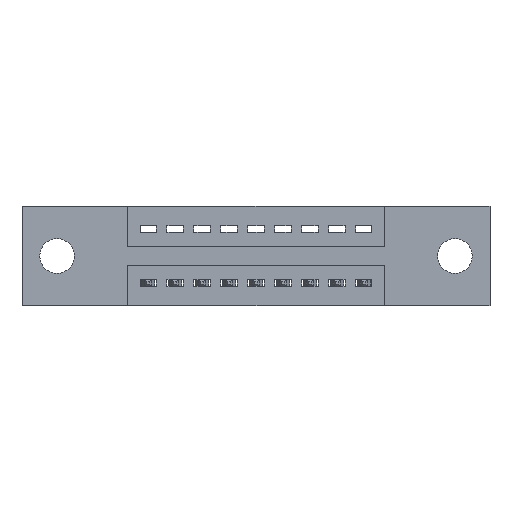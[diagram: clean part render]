
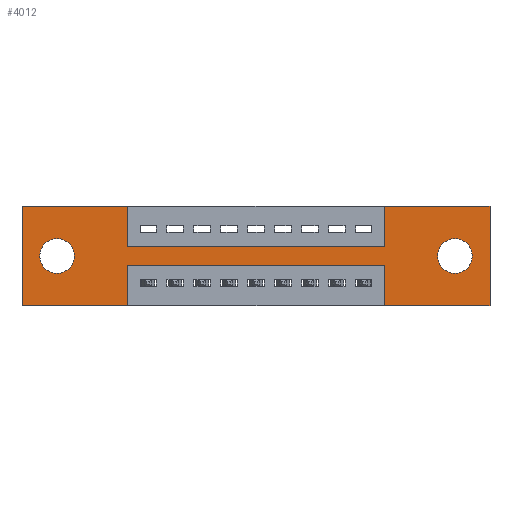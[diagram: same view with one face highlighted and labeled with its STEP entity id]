
A CAD part, front view. The second image highlights one B-rep face of the part: STEP entity #4012.
In plain terms, the highlighted planar face has unit normal (0, -1, 0).
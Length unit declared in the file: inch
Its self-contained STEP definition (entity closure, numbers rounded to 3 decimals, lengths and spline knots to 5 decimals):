
#79 = LINE ( 'NONE', #6967, #4979 ) ;
#151 = DIRECTION ( 'NONE',  ( 0., 1., 0. ) ) ;
#152 = FACE_OUTER_BOUND ( 'NONE', #1965, .T. ) ;
#185 = ORIENTED_EDGE ( 'NONE', *, *, #4232, .F. ) ;
#209 = CARTESIAN_POINT ( 'NONE',  ( 1.605, 0., -0.249 ) ) ;
#292 = FACE_BOUND ( 'NONE', #5601, .T. ) ;
#307 = CARTESIAN_POINT ( 'NONE',  ( 0.3925, 0., -0.15 ) ) ;
#330 = EDGE_CURVE ( 'NONE', #8397, #6526, #678, .T. ) ;
#483 = CARTESIAN_POINT ( 'NONE',  ( 0., 0., -0.37 ) ) ;
#640 = LINE ( 'NONE', #7929, #1188 ) ;
#645 = AXIS2_PLACEMENT_3D ( 'NONE', #2330, #8376, #4080 ) ;
#678 = CIRCLE ( 'NONE', #7803, 0.064 ) ;
#816 = AXIS2_PLACEMENT_3D ( 'NONE', #3509, #1748, #9630 ) ;
#900 = LINE ( 'NONE', #2448, #4009 ) ;
#1014 = ORIENTED_EDGE ( 'NONE', *, *, #3092, .F. ) ;
#1188 = VECTOR ( 'NONE', #6364, 39.37008 ) ;
#1238 = VECTOR ( 'NONE', #6368, 39.37008 ) ;
#1364 = LINE ( 'NONE', #1978, #3130 ) ;
#1520 = ORIENTED_EDGE ( 'NONE', *, *, #4278, .F. ) ;
#1636 = LINE ( 'NONE', #307, #2434 ) ;
#1740 = CARTESIAN_POINT ( 'NONE',  ( 0.13, 0., -0.249 ) ) ;
#1748 = DIRECTION ( 'NONE',  ( 0., 1., 0. ) ) ;
#1750 = EDGE_CURVE ( 'NONE', #5482, #10886, #2017, .T. ) ;
#1869 = EDGE_CURVE ( 'NONE', #6526, #8397, #3096, .T. ) ;
#1965 = EDGE_LOOP ( 'NONE', ( #8394, #1014, #9953, #3669, #3862, #9544, #1520, #185, #8499, #4216, #11012, #8297 ) ) ;
#1978 = CARTESIAN_POINT ( 'NONE',  ( 1.3425, 0., -0.37 ) ) ;
#2017 = LINE ( 'NONE', #5840, #3363 ) ;
#2058 = EDGE_CURVE ( 'NONE', #3577, #9733, #8877, .T. ) ;
#2330 = CARTESIAN_POINT ( 'NONE',  ( 0.13, 0., -0.185 ) ) ;
#2355 = DIRECTION ( 'NONE',  ( 0., 1., 0. ) ) ;
#2434 = VECTOR ( 'NONE', #8909, 39.37008 ) ;
#2448 = CARTESIAN_POINT ( 'NONE',  ( 1.735, 0., 0. ) ) ;
#2475 = VERTEX_POINT ( 'NONE', #11130 ) ;
#2522 = PLANE ( 'NONE',  #8767 ) ;
#2573 = AXIS2_PLACEMENT_3D ( 'NONE', #7616, #2355, #6667 ) ;
#2647 = CARTESIAN_POINT ( 'NONE',  ( 0.13, 0., -0.121 ) ) ;
#2693 = VECTOR ( 'NONE', #3072, 39.37008 ) ;
#2982 = VECTOR ( 'NONE', #3848, 39.37008 ) ;
#3072 = DIRECTION ( 'NONE',  ( -1., 0., 0. ) ) ;
#3092 = EDGE_CURVE ( 'NONE', #9644, #6691, #6568, .T. ) ;
#3096 = CIRCLE ( 'NONE', #645, 0.064 ) ;
#3114 = CARTESIAN_POINT ( 'NONE',  ( 0., 0., -0.37 ) ) ;
#3130 = VECTOR ( 'NONE', #7494, 39.37008 ) ;
#3265 = LINE ( 'NONE', #8087, #1238 ) ;
#3363 = VECTOR ( 'NONE', #9431, 39.37008 ) ;
#3427 = CIRCLE ( 'NONE', #816, 0.064 ) ;
#3509 = CARTESIAN_POINT ( 'NONE',  ( 1.605, 0., -0.185 ) ) ;
#3577 = VERTEX_POINT ( 'NONE', #4569 ) ;
#3597 = CARTESIAN_POINT ( 'NONE',  ( 0.3925, 0., -0.22 ) ) ;
#3598 = VERTEX_POINT ( 'NONE', #209 ) ;
#3659 = VERTEX_POINT ( 'NONE', #7256 ) ;
#3669 = ORIENTED_EDGE ( 'NONE', *, *, #2058, .F. ) ;
#3814 = CARTESIAN_POINT ( 'NONE',  ( 0.3925, 0., -0.37 ) ) ;
#3819 = EDGE_CURVE ( 'NONE', #7642, #8398, #4219, .T. ) ;
#3848 = DIRECTION ( 'NONE',  ( 0., 0., -1. ) ) ;
#3862 = ORIENTED_EDGE ( 'NONE', *, *, #6840, .F. ) ;
#4009 = VECTOR ( 'NONE', #8593, 39.37008 ) ;
#4012 = ADVANCED_FACE ( 'NONE', ( #9391, #292, #152 ), #2522, .T. ) ;
#4080 = DIRECTION ( 'NONE',  ( 0., 0., 1. ) ) ;
#4216 = ORIENTED_EDGE ( 'NONE', *, *, #7724, .F. ) ;
#4219 = LINE ( 'NONE', #9351, #10743 ) ;
#4232 = EDGE_CURVE ( 'NONE', #8398, #8396, #1636, .T. ) ;
#4278 = EDGE_CURVE ( 'NONE', #8396, #5294, #3265, .T. ) ;
#4569 = CARTESIAN_POINT ( 'NONE',  ( 1.735, 0., -0.37 ) ) ;
#4591 = CIRCLE ( 'NONE', #2573, 0.064 ) ;
#4979 = VECTOR ( 'NONE', #5174, 39.37008 ) ;
#5174 = DIRECTION ( 'NONE',  ( 1., 0., 0. ) ) ;
#5294 = VERTEX_POINT ( 'NONE', #8598 ) ;
#5357 = ORIENTED_EDGE ( 'NONE', *, *, #8426, .T. ) ;
#5367 = CARTESIAN_POINT ( 'NONE',  ( 0.13, 0., -0.185 ) ) ;
#5482 = VERTEX_POINT ( 'NONE', #3114 ) ;
#5491 = EDGE_CURVE ( 'NONE', #2475, #5482, #9619, .T. ) ;
#5601 = EDGE_LOOP ( 'NONE', ( #7104, #8476 ) ) ;
#5804 = CARTESIAN_POINT ( 'NONE',  ( 0.3925, 0., -0.22 ) ) ;
#5840 = CARTESIAN_POINT ( 'NONE',  ( 0., 0., 0. ) ) ;
#5899 = CARTESIAN_POINT ( 'NONE',  ( 0.3925, 0., 0. ) ) ;
#6110 = DIRECTION ( 'NONE',  ( 0., 0., 1. ) ) ;
#6364 = DIRECTION ( 'NONE',  ( 1., 0., 0. ) ) ;
#6368 = DIRECTION ( 'NONE',  ( 0., 0., 1. ) ) ;
#6377 = VERTEX_POINT ( 'NONE', #8280 ) ;
#6526 = VERTEX_POINT ( 'NONE', #1740 ) ;
#6568 = LINE ( 'NONE', #3597, #10119 ) ;
#6667 = DIRECTION ( 'NONE',  ( 0., 0., -1. ) ) ;
#6691 = VERTEX_POINT ( 'NONE', #5804 ) ;
#6840 = EDGE_CURVE ( 'NONE', #3659, #3577, #900, .T. ) ;
#6967 = CARTESIAN_POINT ( 'NONE',  ( 0., 0., 0. ) ) ;
#7092 = CARTESIAN_POINT ( 'NONE',  ( 0., 0., 0. ) ) ;
#7104 = ORIENTED_EDGE ( 'NONE', *, *, #330, .T. ) ;
#7107 = EDGE_CURVE ( 'NONE', #5294, #3659, #640, .T. ) ;
#7139 = CARTESIAN_POINT ( 'NONE',  ( 0., 0., -0.37 ) ) ;
#7256 = CARTESIAN_POINT ( 'NONE',  ( 1.735, 0., 0. ) ) ;
#7494 = DIRECTION ( 'NONE',  ( 0., 0., 1. ) ) ;
#7616 = CARTESIAN_POINT ( 'NONE',  ( 1.605, 0., -0.185 ) ) ;
#7642 = VERTEX_POINT ( 'NONE', #5899 ) ;
#7724 = EDGE_CURVE ( 'NONE', #10886, #7642, #79, .T. ) ;
#7803 = AXIS2_PLACEMENT_3D ( 'NONE', #5367, #151, #6110 ) ;
#7929 = CARTESIAN_POINT ( 'NONE',  ( 0., 0., 0. ) ) ;
#8087 = CARTESIAN_POINT ( 'NONE',  ( 1.3425, 0., 0. ) ) ;
#8280 = CARTESIAN_POINT ( 'NONE',  ( 1.605, 0., -0.121 ) ) ;
#8297 = ORIENTED_EDGE ( 'NONE', *, *, #5491, .F. ) ;
#8376 = DIRECTION ( 'NONE',  ( 0., 1., 0. ) ) ;
#8394 = ORIENTED_EDGE ( 'NONE', *, *, #10602, .F. ) ;
#8396 = VERTEX_POINT ( 'NONE', #10491 ) ;
#8397 = VERTEX_POINT ( 'NONE', #2647 ) ;
#8398 = VERTEX_POINT ( 'NONE', #8683 ) ;
#8426 = EDGE_CURVE ( 'NONE', #6377, #3598, #3427, .T. ) ;
#8476 = ORIENTED_EDGE ( 'NONE', *, *, #1869, .T. ) ;
#8499 = ORIENTED_EDGE ( 'NONE', *, *, #3819, .F. ) ;
#8593 = DIRECTION ( 'NONE',  ( 0., 0., -1. ) ) ;
#8598 = CARTESIAN_POINT ( 'NONE',  ( 1.3425, 0., 0. ) ) ;
#8683 = CARTESIAN_POINT ( 'NONE',  ( 0.3925, 0., -0.15 ) ) ;
#8767 = AXIS2_PLACEMENT_3D ( 'NONE', #7139, #9662, #8795 ) ;
#8795 = DIRECTION ( 'NONE',  ( 0., 0., -1. ) ) ;
#8877 = LINE ( 'NONE', #483, #10953 ) ;
#8909 = DIRECTION ( 'NONE',  ( 1., 0., 0. ) ) ;
#9260 = CARTESIAN_POINT ( 'NONE',  ( 0., 0., -0.37 ) ) ;
#9351 = CARTESIAN_POINT ( 'NONE',  ( 0.3925, 0., 0. ) ) ;
#9391 = FACE_BOUND ( 'NONE', #10418, .T. ) ;
#9431 = DIRECTION ( 'NONE',  ( 0., 0., 1. ) ) ;
#9484 = CARTESIAN_POINT ( 'NONE',  ( 1.3425, 0., -0.22 ) ) ;
#9544 = ORIENTED_EDGE ( 'NONE', *, *, #7107, .F. ) ;
#9619 = LINE ( 'NONE', #9260, #2693 ) ;
#9630 = DIRECTION ( 'NONE',  ( 0., 0., -1. ) ) ;
#9644 = VERTEX_POINT ( 'NONE', #9484 ) ;
#9662 = DIRECTION ( 'NONE',  ( 0., -1., 0. ) ) ;
#9682 = DIRECTION ( 'NONE',  ( -1., 0., 0. ) ) ;
#9733 = VERTEX_POINT ( 'NONE', #10354 ) ;
#9953 = ORIENTED_EDGE ( 'NONE', *, *, #9998, .F. ) ;
#9973 = DIRECTION ( 'NONE',  ( -1., 0., 0. ) ) ;
#9998 = EDGE_CURVE ( 'NONE', #9733, #9644, #1364, .T. ) ;
#10119 = VECTOR ( 'NONE', #9682, 39.37008 ) ;
#10179 = DIRECTION ( 'NONE',  ( 0., 0., -1. ) ) ;
#10354 = CARTESIAN_POINT ( 'NONE',  ( 1.3425, 0., -0.37 ) ) ;
#10418 = EDGE_LOOP ( 'NONE', ( #5357, #10826 ) ) ;
#10491 = CARTESIAN_POINT ( 'NONE',  ( 1.3425, 0., -0.15 ) ) ;
#10602 = EDGE_CURVE ( 'NONE', #6691, #2475, #10992, .T. ) ;
#10743 = VECTOR ( 'NONE', #10179, 39.37008 ) ;
#10826 = ORIENTED_EDGE ( 'NONE', *, *, #11123, .T. ) ;
#10886 = VERTEX_POINT ( 'NONE', #7092 ) ;
#10953 = VECTOR ( 'NONE', #9973, 39.37008 ) ;
#10992 = LINE ( 'NONE', #3814, #2982 ) ;
#11012 = ORIENTED_EDGE ( 'NONE', *, *, #1750, .F. ) ;
#11123 = EDGE_CURVE ( 'NONE', #3598, #6377, #4591, .T. ) ;
#11130 = CARTESIAN_POINT ( 'NONE',  ( 0.3925, 0., -0.37 ) ) ;
